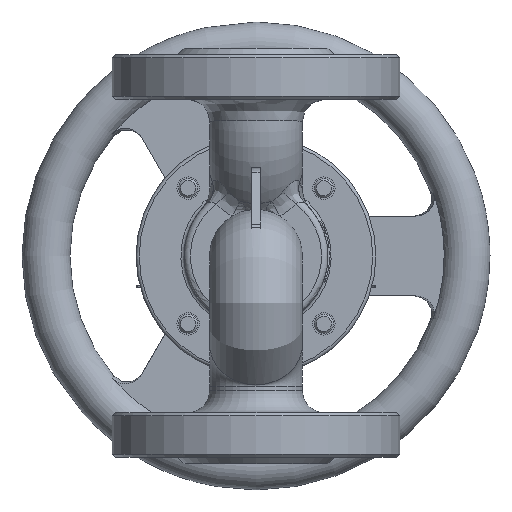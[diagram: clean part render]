
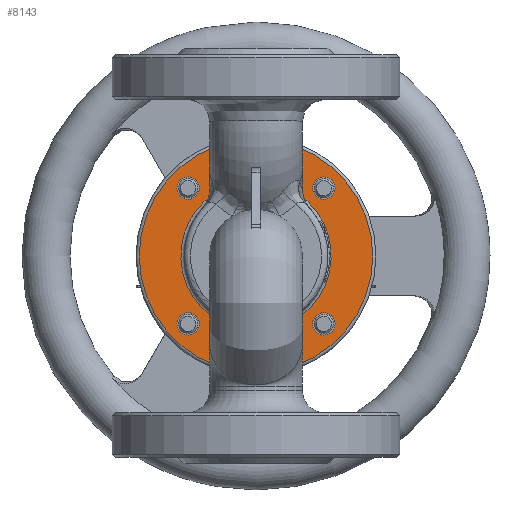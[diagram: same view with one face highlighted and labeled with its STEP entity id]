
A CAD part, front view. The second image highlights one B-rep face of the part: STEP entity #8143.
In plain terms, the highlighted planar face has unit normal (0, -1, 0).
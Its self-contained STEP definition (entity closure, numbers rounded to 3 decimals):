
#599=FACE_BOUND('',#1528,.T.);
#600=FACE_BOUND('',#1529,.T.);
#601=FACE_BOUND('',#1530,.T.);
#602=FACE_BOUND('',#1531,.T.);
#603=FACE_BOUND('',#1532,.T.);
#729=PLANE('',#8818);
#1022=FACE_OUTER_BOUND('',#1527,.T.);
#1527=EDGE_LOOP('',(#5917));
#1528=EDGE_LOOP('',(#5918));
#1529=EDGE_LOOP('',(#5919));
#1530=EDGE_LOOP('',(#5920));
#1531=EDGE_LOOP('',(#5921));
#1532=EDGE_LOOP('',(#5922,#5923,#5924,#5925,#5926,#5927,#5928,#5929));
#2070=CIRCLE('',#8793,1.);
#2073=CIRCLE('',#8798,3.);
#2077=CIRCLE('',#8804,3.);
#2081=CIRCLE('',#8809,1.);
#2083=CIRCLE('',#8812,23.5);
#2085=CIRCLE('',#8819,36.5);
#2086=CIRCLE('',#8820,3.5);
#2087=CIRCLE('',#8821,3.5);
#2088=CIRCLE('',#8822,3.5);
#2089=CIRCLE('',#8823,3.5);
#2616=LINE('',#12956,#2984);
#2618=LINE('',#12968,#2986);
#2620=LINE('',#12980,#2988);
#2984=VECTOR('',#9903,10.);
#2986=VECTOR('',#9917,10.);
#2988=VECTOR('',#9931,10.);
#3668=VERTEX_POINT('',#12945);
#3670=VERTEX_POINT('',#12949);
#3672=VERTEX_POINT('',#12954);
#3674=VERTEX_POINT('',#12960);
#3676=VERTEX_POINT('',#12966);
#3678=VERTEX_POINT('',#12972);
#3680=VERTEX_POINT('',#12978);
#3681=VERTEX_POINT('',#12991);
#3690=VERTEX_POINT('',#13054);
#3691=VERTEX_POINT('',#13056);
#3692=VERTEX_POINT('',#13058);
#3693=VERTEX_POINT('',#13060);
#3694=VERTEX_POINT('',#13062);
#4485=EDGE_CURVE('',#3670,#3668,#2070,.T.);
#4487=EDGE_CURVE('',#3672,#3670,#2616,.T.);
#4490=EDGE_CURVE('',#3674,#3672,#2073,.T.);
#4493=EDGE_CURVE('',#3676,#3674,#2618,.T.);
#4496=EDGE_CURVE('',#3678,#3676,#2077,.T.);
#4499=EDGE_CURVE('',#3680,#3678,#2620,.T.);
#4502=EDGE_CURVE('',#3681,#3680,#2081,.T.);
#4504=EDGE_CURVE('',#3668,#3681,#2083,.T.);
#4517=EDGE_CURVE('',#3690,#3690,#2085,.T.);
#4518=EDGE_CURVE('',#3691,#3691,#2086,.T.);
#4519=EDGE_CURVE('',#3692,#3692,#2087,.T.);
#4520=EDGE_CURVE('',#3693,#3693,#2088,.T.);
#4521=EDGE_CURVE('',#3694,#3694,#2089,.T.);
#5917=ORIENTED_EDGE('',*,*,#4517,.F.);
#5918=ORIENTED_EDGE('',*,*,#4518,.F.);
#5919=ORIENTED_EDGE('',*,*,#4519,.F.);
#5920=ORIENTED_EDGE('',*,*,#4520,.F.);
#5921=ORIENTED_EDGE('',*,*,#4521,.F.);
#5922=ORIENTED_EDGE('',*,*,#4485,.F.);
#5923=ORIENTED_EDGE('',*,*,#4487,.F.);
#5924=ORIENTED_EDGE('',*,*,#4490,.F.);
#5925=ORIENTED_EDGE('',*,*,#4493,.F.);
#5926=ORIENTED_EDGE('',*,*,#4496,.F.);
#5927=ORIENTED_EDGE('',*,*,#4499,.F.);
#5928=ORIENTED_EDGE('',*,*,#4502,.F.);
#5929=ORIENTED_EDGE('',*,*,#4504,.F.);
#8143=ADVANCED_FACE('',(#1022,#599,#600,#601,#602,#603),#729,.F.);
#8793=AXIS2_PLACEMENT_3D('',#12951,#9897,#9898);
#8798=AXIS2_PLACEMENT_3D('',#12962,#9909,#9910);
#8804=AXIS2_PLACEMENT_3D('',#12974,#9923,#9924);
#8809=AXIS2_PLACEMENT_3D('',#12993,#9935,#9936);
#8812=AXIS2_PLACEMENT_3D('',#12996,#9941,#9942);
#8818=AXIS2_PLACEMENT_3D('',#13053,#9961,#9962);
#8819=AXIS2_PLACEMENT_3D('',#13055,#9963,#9964);
#8820=AXIS2_PLACEMENT_3D('',#13057,#9965,#9966);
#8821=AXIS2_PLACEMENT_3D('',#13059,#9967,#9968);
#8822=AXIS2_PLACEMENT_3D('',#13061,#9969,#9970);
#8823=AXIS2_PLACEMENT_3D('',#13063,#9971,#9972);
#9897=DIRECTION('center_axis',(0.,1.,0.));
#9898=DIRECTION('ref_axis',(-0.814,0.,0.58));
#9903=DIRECTION('',(0.,0.,1.));
#9909=DIRECTION('center_axis',(0.,-1.,0.));
#9910=DIRECTION('ref_axis',(0.707,0.,-0.707));
#9917=DIRECTION('',(1.,0.,0.));
#9923=DIRECTION('center_axis',(0.,-1.,0.));
#9924=DIRECTION('ref_axis',(-0.707,0.,-0.707));
#9931=DIRECTION('',(0.,0.,-1.));
#9935=DIRECTION('center_axis',(0.,1.,0.));
#9936=DIRECTION('ref_axis',(0.814,0.,0.58));
#9941=DIRECTION('center_axis',(0.,-1.,0.));
#9942=DIRECTION('ref_axis',(0.,0.,
1.));
#9961=DIRECTION('center_axis',(0.,1.,0.));
#9962=DIRECTION('ref_axis',(0.,0.,1.));
#9963=DIRECTION('center_axis',(0.,1.,0.));
#9964=DIRECTION('ref_axis',(-1.,0.,0.));
#9965=DIRECTION('center_axis',(0.,-1.,0.));
#9966=DIRECTION('ref_axis',(-1.,0.,0.));
#9967=DIRECTION('center_axis',(0.,-1.,0.));
#9968=DIRECTION('ref_axis',(-1.,0.,0.));
#9969=DIRECTION('center_axis',(0.,-1.,0.));
#9970=DIRECTION('ref_axis',(-1.,0.,0.));
#9971=DIRECTION('center_axis',(0.,-1.,0.));
#9972=DIRECTION('ref_axis',(-1.,0.,0.));
#12945=CARTESIAN_POINT('',(7.673,50.,-71.212));
#12949=CARTESIAN_POINT('',(7.,50.,-72.157));
#12951=CARTESIAN_POINT('Origin',(8.,50.,-72.157));
#12954=CARTESIAN_POINT('',(7.,50.,-73.5));
#12956=CARTESIAN_POINT('',(7.,50.,-59.843));
#12960=CARTESIAN_POINT('',(4.,50.,-76.5));
#12962=CARTESIAN_POINT('Origin',(4.,50.,-73.5));
#12966=CARTESIAN_POINT('',(-4.,50.,-76.5));
#12968=CARTESIAN_POINT('',(3.,50.,-76.5));
#12972=CARTESIAN_POINT('',(-7.,50.,-73.5));
#12974=CARTESIAN_POINT('Origin',(-4.,50.,-73.5));
#12978=CARTESIAN_POINT('',(-7.,50.,-72.157));
#12980=CARTESIAN_POINT('',(-7.,50.,-62.25));
#12991=CARTESIAN_POINT('',(-7.673,50.,-71.212));
#12993=CARTESIAN_POINT('Origin',(-8.,50.,-72.157));
#12996=CARTESIAN_POINT('Origin',(0.,50.,-49.));
#13053=CARTESIAN_POINT('Origin',(0.,50.,-49.));
#13054=CARTESIAN_POINT('',(0.,50.,-85.5));
#13055=CARTESIAN_POINT('Origin',(0.,50.,-49.));
#13056=CARTESIAN_POINT('',(24.713,50.,-27.787));
#13057=CARTESIAN_POINT('Origin',(21.213,50.,-27.787));
#13058=CARTESIAN_POINT('',(-17.713,50.,-27.787));
#13059=CARTESIAN_POINT('Origin',(-21.213,50.,-27.787));
#13060=CARTESIAN_POINT('',(-17.713,50.,-70.213));
#13061=CARTESIAN_POINT('Origin',(-21.213,50.,-70.213));
#13062=CARTESIAN_POINT('',(24.713,50.,-70.213));
#13063=CARTESIAN_POINT('Origin',(21.213,50.,-70.213));
